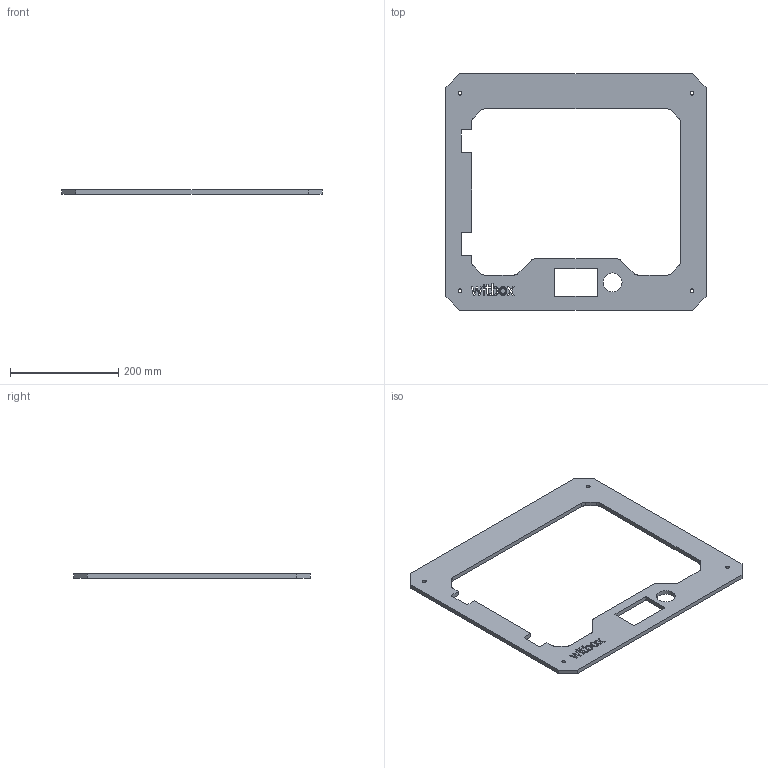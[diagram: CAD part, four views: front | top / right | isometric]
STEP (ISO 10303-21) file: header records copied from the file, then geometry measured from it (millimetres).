
FILE_DESCRIPTION(/* description */ ('FRONTAL '),/* implementation_level */ '2;1');
FILE_NAME(/* name */ 'C04H030054-front-cover_003.stp',/* time_stamp */ '2014-12-22T16:02:42+01:00',/* author */ ('MARCHA TECHNOLOGY'),/* organization */ ('MARCHA TECHNOLOGY'),/* preprocessor_version */ 'ST-DEVELOPER v15.6',/* originating_system */ 'Autodesk Inventor 2015',/* authorisation */ '');
FILE_SCHEMA (('CONFIG_CONTROL_DESIGN'));
Length unit declared in the file: millimetre
Products named in the file (1): C04H030054-front-cover_003
Bounding box: 480 x 436.5 x 8 mm (x, y, z)
Volume: 715456.1 mm3; surface area: 211997.5 mm2
Topology: 1 solids, 1 shells, 623 faces, 1867 edges, 1246 vertices
Faces by surface type: plane 598, cylinder 25
Full cylindrical faces by diameter (mm): 7 x4, 35 x1
Entity records: 20630 total; most frequent: CARTESIAN_POINT 3724, ORIENTED_EDGE 3716, DIRECTION 3156, EDGE_CURVE 1858, LINE 1808, VECTOR 1808, VERTEX_POINT 1242, AXIS2_PLACEMENT_3D 674
